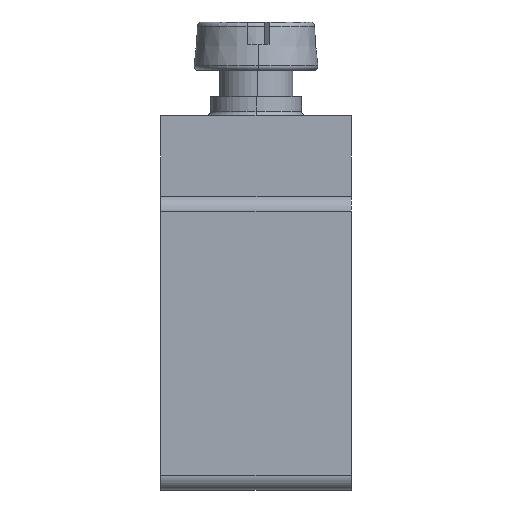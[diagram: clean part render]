
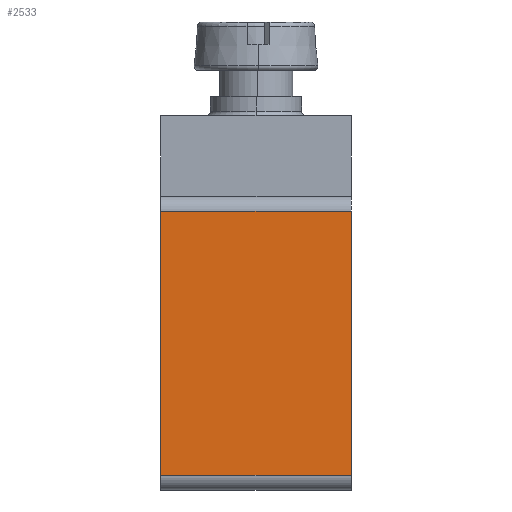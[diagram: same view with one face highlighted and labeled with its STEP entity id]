
A CAD part, left-side view. The second image highlights one B-rep face of the part: STEP entity #2533.
In plain terms, the highlighted planar face has unit normal (-1, 0, 0).
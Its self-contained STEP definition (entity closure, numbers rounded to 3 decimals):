
#46 = ORIENTED_EDGE ( 'NONE', *, *, #2624, .F. ) ;
#218 = ORIENTED_EDGE ( 'NONE', *, *, #2735, .T. ) ;
#336 = VERTEX_POINT ( 'NONE', #2353 ) ;
#591 = CARTESIAN_POINT ( 'NONE',  ( -25.252, 0.682, 2.097 ) ) ;
#647 = CARTESIAN_POINT ( 'NONE',  ( -25.252, 13.682, -15.903 ) ) ;
#690 = VERTEX_POINT ( 'NONE', #591 ) ;
#900 = CARTESIAN_POINT ( 'NONE',  ( -25.252, 13.682, 2.097 ) ) ;
#938 = LINE ( 'NONE', #1657, #1351 ) ;
#1046 = EDGE_LOOP ( 'NONE', ( #46, #2181, #1711, #218 ) ) ;
#1054 = CARTESIAN_POINT ( 'NONE',  ( -25.252, 13.682, -15.903 ) ) ;
#1103 = LINE ( 'NONE', #1282, #2718 ) ;
#1108 = DIRECTION ( 'NONE',  ( 0., -1., 0. ) ) ;
#1238 = AXIS2_PLACEMENT_3D ( 'NONE', #2391, #2388, #2380 ) ;
#1265 = DIRECTION ( 'NONE',  ( 0., 1., 0. ) ) ;
#1282 = CARTESIAN_POINT ( 'NONE',  ( -25.252, 13.682, 2.097 ) ) ;
#1351 = VECTOR ( 'NONE', #1646, 1000. ) ;
#1472 = DIRECTION ( 'NONE',  ( 0., 0., -1. ) ) ;
#1545 = VERTEX_POINT ( 'NONE', #900 ) ;
#1646 = DIRECTION ( 'NONE',  ( 0., 0., -1. ) ) ;
#1657 = CARTESIAN_POINT ( 'NONE',  ( -25.252, 0.682, 8.597 ) ) ;
#1666 = FACE_OUTER_BOUND ( 'NONE', #1046, .T. ) ;
#1711 = ORIENTED_EDGE ( 'NONE', *, *, #2606, .T. ) ;
#1738 = CARTESIAN_POINT ( 'NONE',  ( -25.252, 13.682, -16.903 ) ) ;
#1771 = VERTEX_POINT ( 'NONE', #647 ) ;
#1838 = VECTOR ( 'NONE', #1472, 1000. ) ;
#2101 = LINE ( 'NONE', #1054, #2473 ) ;
#2181 = ORIENTED_EDGE ( 'NONE', *, *, #2667, .T. ) ;
#2353 = CARTESIAN_POINT ( 'NONE',  ( -25.252, 0.682, -15.903 ) ) ;
#2380 = DIRECTION ( 'NONE',  ( 0., 0., 1. ) ) ;
#2388 = DIRECTION ( 'NONE',  ( -1., 0., 0. ) ) ;
#2391 = CARTESIAN_POINT ( 'NONE',  ( -25.252, 0.682, 8.597 ) ) ;
#2473 = VECTOR ( 'NONE', #1108, 1000. ) ;
#2481 = PLANE ( 'NONE',  #1238 ) ;
#2533 = ADVANCED_FACE ( 'NONE', ( #1666 ), #2481, .T. ) ;
#2606 = EDGE_CURVE ( 'NONE', #1545, #1771, #2888, .T. ) ;
#2624 = EDGE_CURVE ( 'NONE', #690, #336, #938, .T. ) ;
#2667 = EDGE_CURVE ( 'NONE', #690, #1545, #1103, .T. ) ;
#2718 = VECTOR ( 'NONE', #1265, 1000. ) ;
#2735 = EDGE_CURVE ( 'NONE', #1771, #336, #2101, .T. ) ;
#2888 = LINE ( 'NONE', #1738, #1838 ) ;
